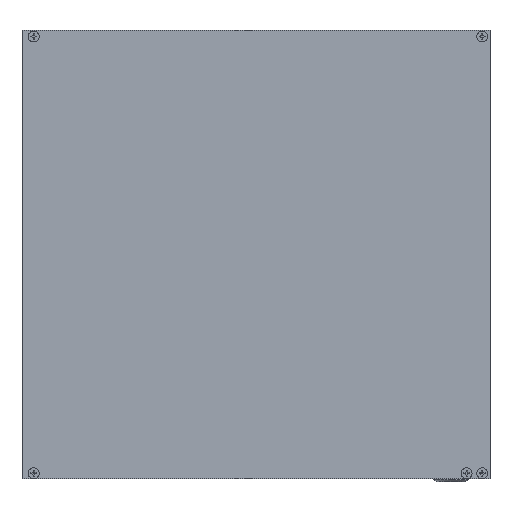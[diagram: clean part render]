
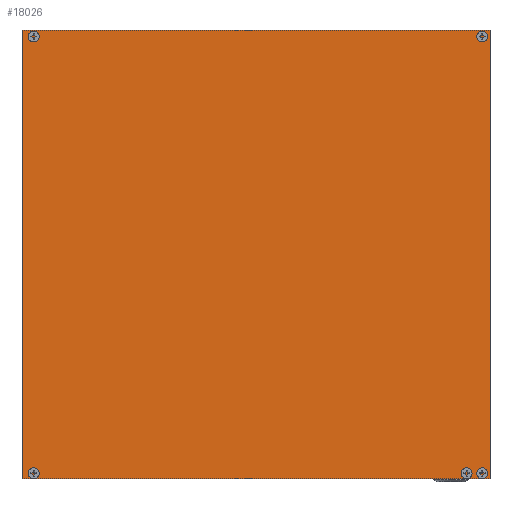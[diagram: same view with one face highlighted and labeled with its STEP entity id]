
A CAD part, left-side view. The second image highlights one B-rep face of the part: STEP entity #18026.
In plain terms, the highlighted planar face has unit normal (-1, 0, 0).
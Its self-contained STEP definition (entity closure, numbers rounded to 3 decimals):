
#1167=PLANE('',#19352);
#2628=FACE_OUTER_BOUND('',#3740,.T.);
#3740=EDGE_LOOP('',(#16486,#16487,#16488,#16489));
#4700=LINE('',#29800,#6536);
#5449=LINE('',#31376,#7285);
#5471=LINE('',#31426,#7307);
#5473=LINE('',#31429,#7309);
#6536=VECTOR('',#21862,10.);
#7285=VECTOR('',#23249,10.);
#7307=VECTOR('',#23303,10.);
#7309=VECTOR('',#23307,10.);
#8807=VERTEX_POINT('',#29785);
#8814=VERTEX_POINT('',#29798);
#9322=VERTEX_POINT('',#31375);
#9334=VERTEX_POINT('',#31425);
#10973=EDGE_CURVE('',#8814,#8807,#4700,.T.);
#11730=EDGE_CURVE('',#9322,#8807,#5449,.T.);
#11755=EDGE_CURVE('',#9334,#9322,#5471,.T.);
#11757=EDGE_CURVE('',#9334,#8814,#5473,.T.);
#16486=ORIENTED_EDGE('',*,*,#11730,.T.);
#16487=ORIENTED_EDGE('',*,*,#10973,.F.);
#16488=ORIENTED_EDGE('',*,*,#11757,.F.);
#16489=ORIENTED_EDGE('',*,*,#11755,.T.);
#18026=ADVANCED_FACE('',(#2628),#1167,.T.);
#19352=AXIS2_PLACEMENT_3D('',#31428,#23305,#23306);
#21862=DIRECTION('',(0.,1.,0.));
#23249=DIRECTION('',(0.,0.,-1.));
#23303=DIRECTION('',(0.,1.,0.));
#23305=DIRECTION('center_axis',(-1.,0.,0.));
#23306=DIRECTION('ref_axis',(0.,0.,1.));
#23307=DIRECTION('',(0.,0.,-1.));
#29785=CARTESIAN_POINT('',(-85.,240.,-55.));
#29798=CARTESIAN_POINT('',(-85.,0.,-55.));
#29800=CARTESIAN_POINT('',(-85.,0.,-55.));
#31375=CARTESIAN_POINT('',(-85.,240.,175.));
#31376=CARTESIAN_POINT('',(-85.,240.,61.25));
#31425=CARTESIAN_POINT('',(-85.,0.,175.));
#31426=CARTESIAN_POINT('',(-85.,240.,175.));
#31428=CARTESIAN_POINT('Origin',(-85.,120.,62.5));
#31429=CARTESIAN_POINT('',(-85.,0.,-50.));
